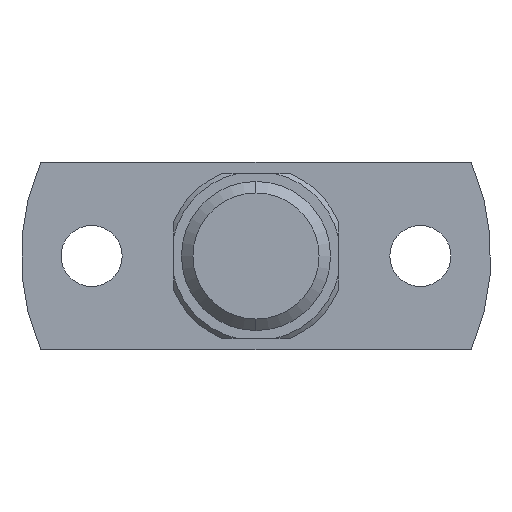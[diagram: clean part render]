
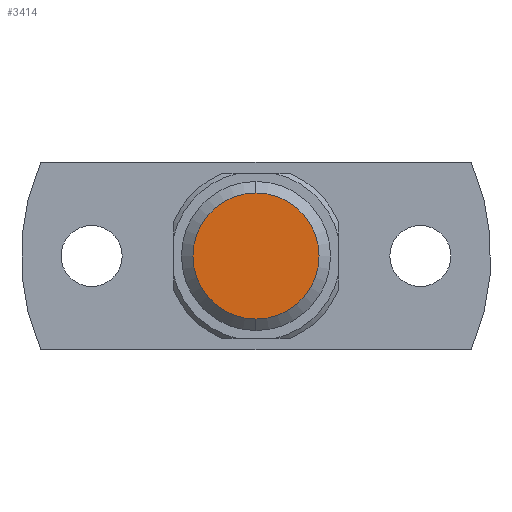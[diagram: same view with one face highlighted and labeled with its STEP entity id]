
A CAD part, front view. The second image highlights one B-rep face of the part: STEP entity #3414.
In plain terms, the highlighted planar face has unit normal (0, -1, 0).
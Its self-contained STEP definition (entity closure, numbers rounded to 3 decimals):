
#365 = DIRECTION ( 'NONE',  ( 0., 0., -1. ) ) ;
#480 = AXIS2_PLACEMENT_3D ( 'NONE', #11082, #3723, #365 ) ;
#1532 = CARTESIAN_POINT ( 'NONE',  ( 0., -11.5, 2.685 ) ) ;
#1929 = DIRECTION ( 'NONE',  ( 0., 1., 0. ) ) ;
#2283 = EDGE_LOOP ( 'NONE', ( #5456, #5794 ) ) ;
#2399 = AXIS2_PLACEMENT_3D ( 'NONE', #4001, #1929, #10216 ) ;
#3197 = FACE_OUTER_BOUND ( 'NONE', #2283, .T. ) ;
#3414 = ADVANCED_FACE ( 'Defeature ausgef�hrt3_10', ( #3197 ), #5560, .F. ) ;
#3723 = DIRECTION ( 'NONE',  ( 0., 1., 0. ) ) ;
#3947 = CIRCLE ( 'NONE', #2399, 2.685 ) ;
#4001 = CARTESIAN_POINT ( 'NONE',  ( 0., -11.5, 0. ) ) ;
#4251 = VERTEX_POINT ( 'NONE', #12349 ) ;
#5456 = ORIENTED_EDGE ( 'NONE', *, *, #11262, .F. ) ;
#5560 = PLANE ( 'NONE',  #8803 ) ;
#5719 = VERTEX_POINT ( 'NONE', #1532 ) ;
#5794 = ORIENTED_EDGE ( 'NONE', *, *, #10851, .F. ) ;
#8803 = AXIS2_PLACEMENT_3D ( 'NONE', #13053, #12002, #12920 ) ;
#10021 = CIRCLE ( 'NONE', #480, 2.685 ) ;
#10216 = DIRECTION ( 'NONE',  ( 0., 0., -1. ) ) ;
#10851 = EDGE_CURVE ( 'Defeature ausgef�hrt3_11+Defeature ausgef�hrt3_10+Defeature ausgef�hrt3_10+Defeature ausgef�hrt3_10', #5719, #4251, #3947, .T. ) ;
#11082 = CARTESIAN_POINT ( 'NONE',  ( 0., -11.5, 0. ) ) ;
#11262 = EDGE_CURVE ( 'Defeature ausgef�hrt3_11+Defeature ausgef�hrt3_10+Defeature ausgef�hrt3_10+Defeature ausgef�hrt3_10', #4251, #5719, #10021, .T. ) ;
#12002 = DIRECTION ( 'NONE',  ( 0., 1., 0. ) ) ;
#12349 = CARTESIAN_POINT ( 'NONE',  ( 0., -11.5, -2.685 ) ) ;
#12920 = DIRECTION ( 'NONE',  ( 0., 0., -1. ) ) ;
#13053 = CARTESIAN_POINT ( 'NONE',  ( -2.325, -11.5, 0. ) ) ;
